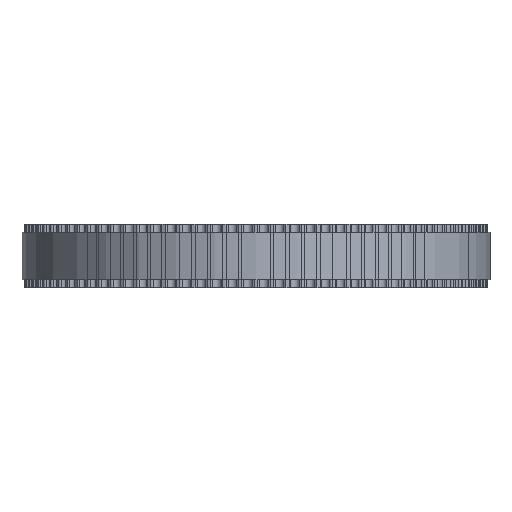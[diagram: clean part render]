
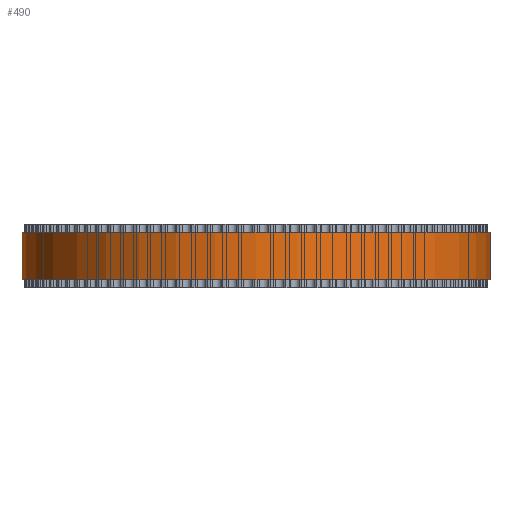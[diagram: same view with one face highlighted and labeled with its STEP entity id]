
A CAD part, front view. The second image highlights one B-rep face of the part: STEP entity #490.
In plain terms, the highlighted cylindrical face has radius 29.285 mm (diameter 58.569 mm), a full revolution.
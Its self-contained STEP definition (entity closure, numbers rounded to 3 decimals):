
#97=FACE_BOUND('',#1600,.T.);
#98=FACE_BOUND('',#1601,.T.);
#490=ADVANCED_FACE('',(#97,#98),#859,.T.);
#859=CYLINDRICAL_SURFACE('',#8239,29.285);
#1600=EDGE_LOOP('',(#4546));
#1601=EDGE_LOOP('',(#4547));
#4546=ORIENTED_EDGE('',*,*,#6390,.T.);
#4547=ORIENTED_EDGE('',*,*,#6391,.T.);
#5284=VERTEX_POINT('',#13040);
#5285=VERTEX_POINT('',#13042);
#6390=EDGE_CURVE('',#5284,#5284,#7128,.T.);
#6391=EDGE_CURVE('',#5285,#5285,#7129,.T.);
#7128=CIRCLE('',#8237,29.285);
#7129=CIRCLE('',#8238,29.285);
#8237=AXIS2_PLACEMENT_3D('',#13039,#10822,#10823);
#8238=AXIS2_PLACEMENT_3D('',#13041,#10824,#10825);
#8239=AXIS2_PLACEMENT_3D('',#13043,#10826,#10827);
#10822=DIRECTION('',(0.,0.,1.));
#10823=DIRECTION('',(1.,0.,0.));
#10824=DIRECTION('',(0.,0.,-1.));
#10825=DIRECTION('',(1.,0.,0.));
#10826=DIRECTION('',(0.,0.,1.));
#10827=DIRECTION('',(1.,0.,0.));
#13039=CARTESIAN_POINT('',(0.,0.,1.));
#13040=CARTESIAN_POINT('',(29.285,0.,1.));
#13041=CARTESIAN_POINT('',(0.,0.,7.));
#13042=CARTESIAN_POINT('',(29.285,0.,7.));
#13043=CARTESIAN_POINT('',(0.,0.,1.));
